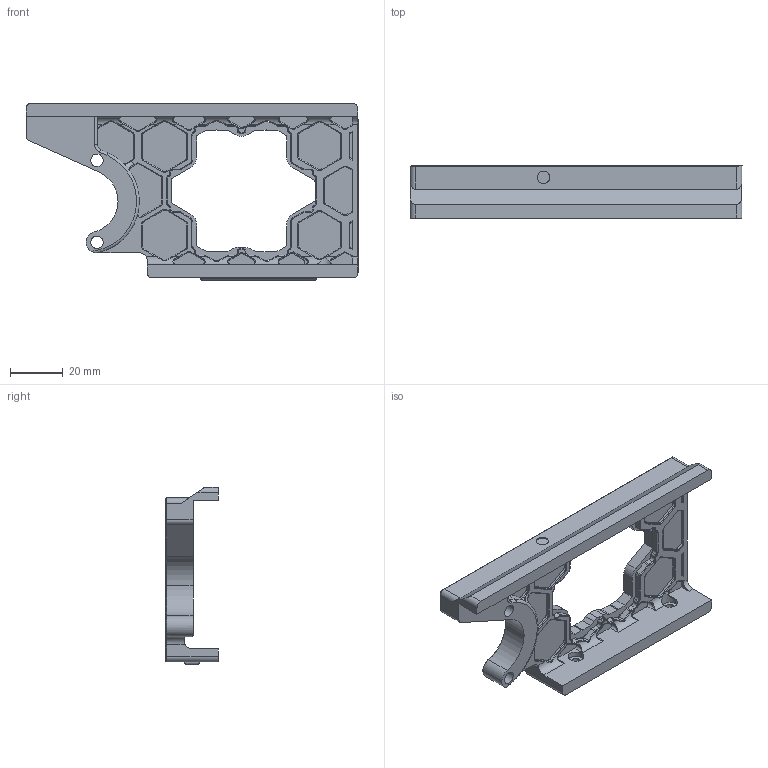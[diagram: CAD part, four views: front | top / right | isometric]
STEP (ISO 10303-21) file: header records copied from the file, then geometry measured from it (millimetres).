
FILE_DESCRIPTION (( 'STEP AP214' ), '1' );
FILE_NAME ('350 hbb.STEP', '2024-06-14T08:49:26', ( 'Windows User' ), ( 'P R C' ), 'SwSTEP 2.0', 'SolidWorks 2024', '' );
FILE_SCHEMA (( 'AUTOMOTIVE_DESIGN' ));
Length unit declared in the file: millimetre
Products named in the file (1): 350 hbb
Bounding box: 125.5 x 20 x 67 mm (x, y, z)
Volume: 39997.1 mm3; surface area: 28594.3 mm2
Topology: 20 solids, 20 shells, 1187 faces, 3081 edges, 1925 vertices
Faces by surface type: plane 512, cylinder 476, torus 102, bspline 70, cone 26, sphere 1
Entity records: 40156 total; most frequent: CARTESIAN_POINT 10955, DIRECTION 6126, ORIENTED_EDGE 6124, EDGE_CURVE 3062, AXIS2_PLACEMENT_3D 2162, VERTEX_POINT 1925, LINE 1802, VECTOR 1802
